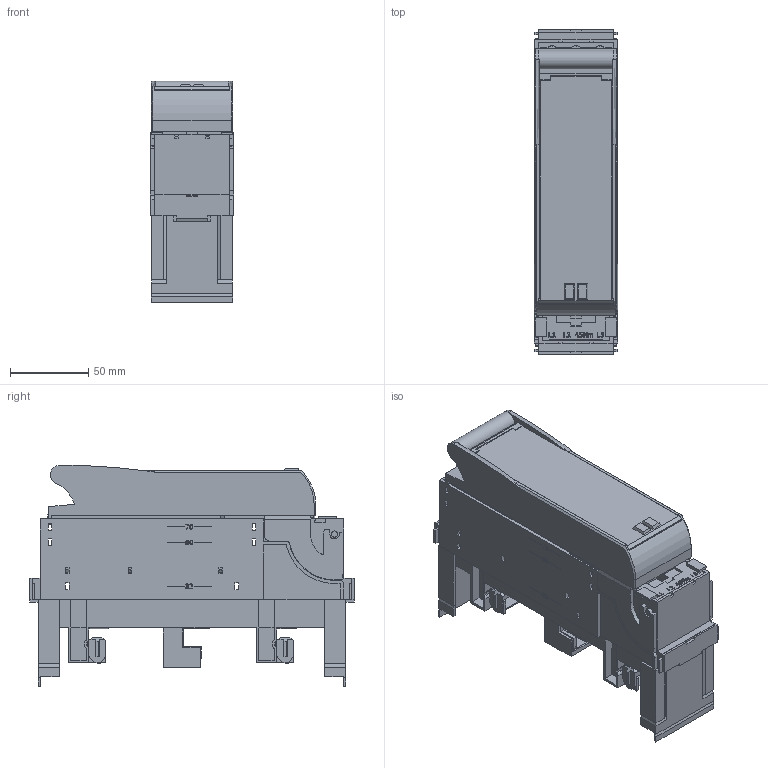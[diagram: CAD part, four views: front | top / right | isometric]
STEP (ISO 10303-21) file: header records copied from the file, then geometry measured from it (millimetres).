
FILE_DESCRIPTION(('CATIA V5 STEP Exchange','CAx-IF Rec.Pracs.--- Model Styling and Organization---1.5--- 2016-08-15','CAx-IF Rec.Pracs.---Supplemental Geometry---1.0---2011-11-01','CAx-IF Rec.Pracs.--- Composite Materials ---1.1---2010-07-15'),'2;1');
FILE_NAME('T601956002_L_Reiter-NH-Sicherungslasttrennschalter_KETO-000-3_60_AU_F50_R0.stp','2024-04-15T08:00:52+00:00',('none'),('none'),'CATIA Version 5-6 Release 2021 SP4 HF5','CATIA V5 STEP AP214 v2','none');
FILE_SCHEMA(('AUTOMOTIVE_DESIGN { 1 0 10303 214 1 1 1 1 }'));
Products named in the file (16): T601956002_L Reiter-NH-Sicherungslasttrennschalter KETO-000-3/60/AU/F50 R0.1; 34386_L_Gehäuse; 34387_L_Schutzabdeckung; 34389_L_Klemmenabdeckung; 34393_L_Frontplatte; 34180_L_Ausgleichsstück; 34398_L_Übergreifschutz; 34394_L_Scheibe; 158802_L Federkontakt Eingang L1; 158803_L_Federkontakt Eingang L2; 158753_L_Kontaktbügel KETO-00-3/60-AOU; 158804_L Federkontakt Eingang L3; 158805_Federkontakt Abgang L1; 158806_L Federkontakt Abgang L2; 158807_L Federkontakt Abgang L3; 86092 Fahrstuhlklemme R5.1
Assembly tree (19 placements, depth 2):
  T601956002_L Reiter-NH-Sicherungslasttrennschalter KETO-000-3/60/AU/F50 R0.1
    34386_L_Gehäuse
    34387_L_Schutzabdeckung
    34389_L_Klemmenabdeckung
    34393_L_Frontplatte
    34180_L_Ausgleichsstück  x2
    34398_L_Übergreifschutz  x2
    34394_L_Scheibe
    158802_L Federkontakt Eingang L1
    158803_L_Federkontakt Eingang L2
    158753_L_Kontaktbügel KETO-00-3/60-AOU
    158804_L Federkontakt Eingang L3
    158805_Federkontakt Abgang L1
    158806_L Federkontakt Abgang L2
    158807_L Federkontakt Abgang L3
    86092 Fahrstuhlklemme R5.1  x3
Bounding box: 53.3 x 207.2 x 141.5 mm (x, y, z)
Volume: 309450.3 mm3; surface area: 276442.3 mm2
Topology: 21 solids, 21 shells, 2589 faces, 7337 edges, 4847 vertices
Faces by surface type: plane 1898, cylinder 555, cone 110, torus 18, sphere 8
Entity records: 68506 total; most frequent: CARTESIAN_POINT 13299, ORIENTED_EDGE 12552, DIRECTION 9258, EDGE_CURVE 6276, VECTOR 4907, LINE 4907, VERTEX_POINT 4171, AXIS2_PLACEMENT_3D 2686
